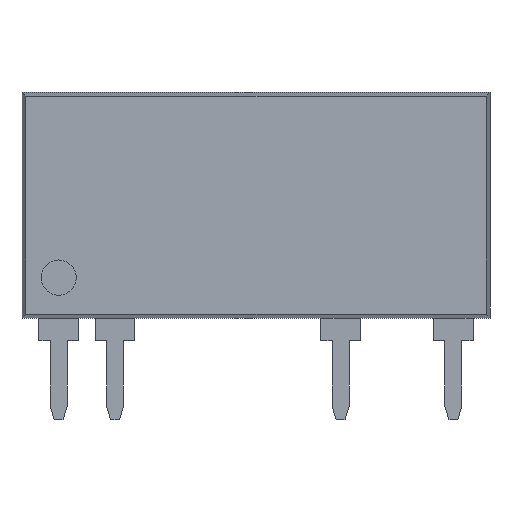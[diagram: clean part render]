
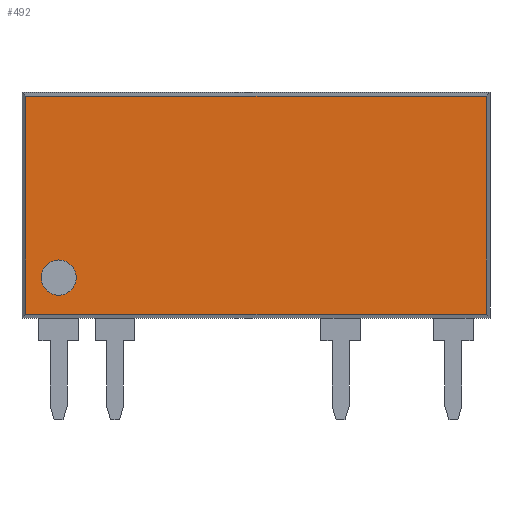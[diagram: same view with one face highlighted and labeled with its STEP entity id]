
A CAD part, front view. The second image highlights one B-rep face of the part: STEP entity #492.
In plain terms, the highlighted planar face has unit normal (0, -1, 0).
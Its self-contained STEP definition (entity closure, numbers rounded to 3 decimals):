
#31=FACE_BOUND('',#98,.T.);
#32=CIRCLE('',#535,0.792);
#69=FACE_OUTER_BOUND('',#97,.T.);
#97=EDGE_LOOP('',(#430,#431,#432,#433));
#98=EDGE_LOOP('',(#434));
#148=LINE('',#802,#207);
#151=LINE('',#807,#210);
#153=LINE('',#811,#212);
#157=LINE('',#817,#216);
#207=VECTOR('',#659,10.);
#210=VECTOR('',#664,10.);
#212=VECTOR('',#668,10.);
#216=VECTOR('',#674,10.);
#238=VERTEX_POINT('',#758);
#251=VERTEX_POINT('',#800);
#252=VERTEX_POINT('',#801);
#253=VERTEX_POINT('',#806);
#254=VERTEX_POINT('',#810);
#286=EDGE_CURVE('',#238,#238,#32,.T.);
#306=EDGE_CURVE('',#251,#252,#148,.T.);
#309=EDGE_CURVE('',#252,#253,#151,.T.);
#311=EDGE_CURVE('',#253,#254,#153,.T.);
#315=EDGE_CURVE('',#254,#251,#157,.T.);
#430=ORIENTED_EDGE('',*,*,#306,.F.);
#431=ORIENTED_EDGE('',*,*,#315,.F.);
#432=ORIENTED_EDGE('',*,*,#311,.F.);
#433=ORIENTED_EDGE('',*,*,#309,.F.);
#434=ORIENTED_EDGE('',*,*,#286,.T.);
#464=PLANE('',#550);
#492=ADVANCED_FACE('',(#69,#31),#464,.T.);
#535=AXIS2_PLACEMENT_3D('',#759,#619,#620);
#550=AXIS2_PLACEMENT_3D('',#820,#678,#679);
#619=DIRECTION('center_axis',(0.,1.,0.));
#620=DIRECTION('ref_axis',(1.,0.,0.));
#659=DIRECTION('',(-1.,0.,0.));
#664=DIRECTION('',(0.,0.,1.));
#668=DIRECTION('',(1.,0.,0.));
#674=DIRECTION('',(0.,0.,-1.));
#678=DIRECTION('center_axis',(0.,-1.,0.));
#679=DIRECTION('ref_axis',(0.,0.,-1.));
#758=CARTESIAN_POINT('',(-0.792,-1.66,2.838));
#759=CARTESIAN_POINT('Origin',(0.,-1.66,2.838));
#800=CARTESIAN_POINT('',(19.261,-1.66,1.186));
#801=CARTESIAN_POINT('',(-1.481,-1.66,1.186));
#802=CARTESIAN_POINT('',(14.161,-1.66,1.186));
#806=CARTESIAN_POINT('',(-1.481,-1.66,11.006));
#807=CARTESIAN_POINT('',(-1.481,-1.66,3.556));
#810=CARTESIAN_POINT('',(19.261,-1.66,11.006));
#811=CARTESIAN_POINT('',(3.62,-1.66,11.006));
#817=CARTESIAN_POINT('',(19.261,-1.66,8.636));
#820=CARTESIAN_POINT('Origin',(8.89,-1.66,6.096));
